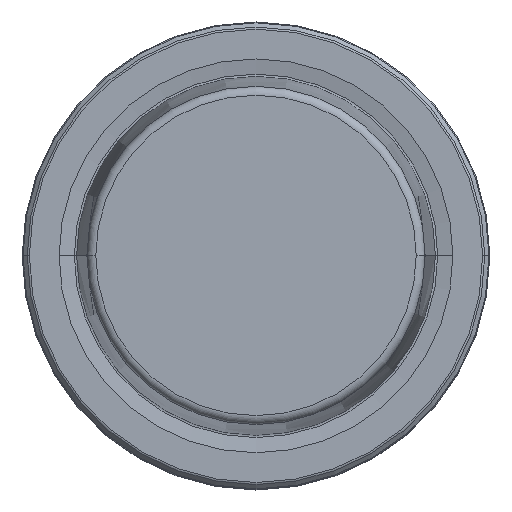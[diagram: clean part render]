
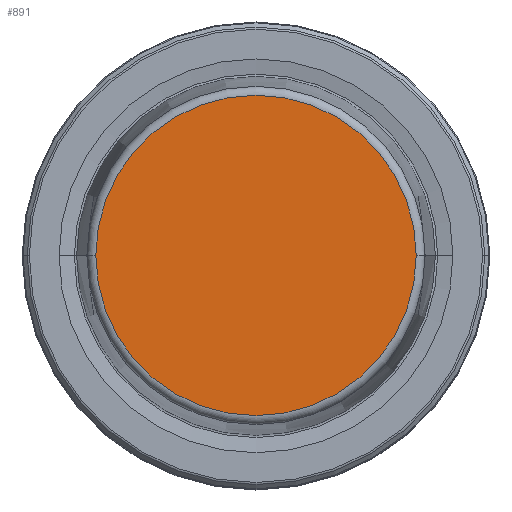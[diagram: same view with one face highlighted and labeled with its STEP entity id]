
A CAD part, top view. The second image highlights one B-rep face of the part: STEP entity #891.
In plain terms, the highlighted planar face has unit normal (0, 0, 1).
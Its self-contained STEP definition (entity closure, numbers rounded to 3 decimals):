
#38 = DIRECTION ( 'NONE',  ( -1., 0., 0. ) ) ;
#54 = DIRECTION ( 'NONE',  ( 0., 0., 1. ) ) ;
#66 = AXIS2_PLACEMENT_3D ( 'NONE', #621, #1430, #740 ) ;
#204 = VERTEX_POINT ( 'NONE', #889 ) ;
#209 = ORIENTED_EDGE ( 'NONE', *, *, #692, .T. ) ;
#272 = CARTESIAN_POINT ( 'NONE',  ( -21.581, 0., 31.9 ) ) ;
#438 = EDGE_LOOP ( 'NONE', ( #595, #209 ) ) ;
#525 = AXIS2_PLACEMENT_3D ( 'NONE', #746, #54, #856 ) ;
#595 = ORIENTED_EDGE ( 'NONE', *, *, #1412, .T. ) ;
#621 = CARTESIAN_POINT ( 'NONE',  ( 0., 0., 31.9 ) ) ;
#692 = EDGE_CURVE ( 'NONE', #1423, #204, #854, .T. ) ;
#736 = DIRECTION ( 'NONE',  ( 0., 0., -1. ) ) ;
#740 = DIRECTION ( 'NONE',  ( 1., 0., 0. ) ) ;
#746 = CARTESIAN_POINT ( 'NONE',  ( 0., 0., 31.9 ) ) ;
#836 = PLANE ( 'NONE',  #1349 ) ;
#854 = CIRCLE ( 'NONE', #66, 21.581 ) ;
#856 = DIRECTION ( 'NONE',  ( 1., 0., 0. ) ) ;
#889 = CARTESIAN_POINT ( 'NONE',  ( 21.581, 0., 31.9 ) ) ;
#891 = ADVANCED_FACE ( 'NONE', ( #1076 ), #836, .F. ) ;
#1076 = FACE_OUTER_BOUND ( 'NONE', #438, .T. ) ;
#1349 = AXIS2_PLACEMENT_3D ( 'NONE', #1428, #736, #38 ) ;
#1398 = CIRCLE ( 'NONE', #525, 21.581 ) ;
#1412 = EDGE_CURVE ( 'NONE', #204, #1423, #1398, .T. ) ;
#1423 = VERTEX_POINT ( 'NONE', #272 ) ;
#1428 = CARTESIAN_POINT ( 'NONE',  ( 0., 0., 31.9 ) ) ;
#1430 = DIRECTION ( 'NONE',  ( 0., 0., 1. ) ) ;
